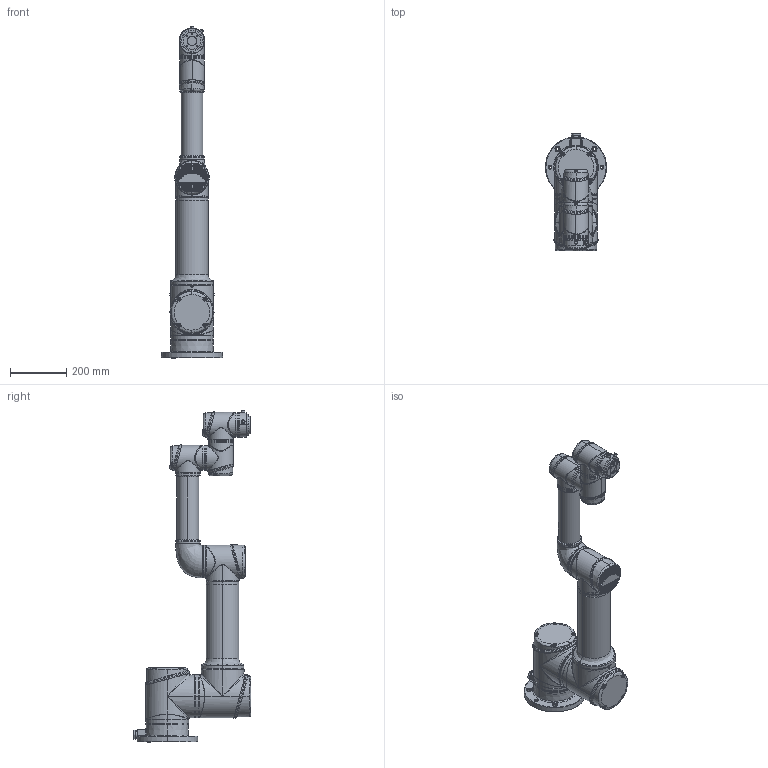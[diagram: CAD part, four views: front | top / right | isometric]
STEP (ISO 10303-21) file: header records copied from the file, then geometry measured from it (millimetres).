
FILE_DESCRIPTION (( 'STEP AP214' ), '1' );
FILE_NAME ('i16H.STEP', '2024-10-22T06:45:47', ( '' ), ( '' ), 'SwSTEP 2.0', 'SolidWorks 2022', '' );
FILE_SCHEMA (( 'AUTOMOTIVE_DESIGN' ));
Length unit declared in the file: millimetre
Products named in the file (8): iS10-末端简化; i16H; i16-ID5; i16-ID6; i16-ID1; i16-底座; i16-小臂; i16-大臂
Assembly tree (7 placements, depth 2):
  i16H
    i16-底座
    i16-ID1
    i16-大臂
    i16-小臂
    i16-ID5
    i16-ID6
    iS10-末端简化
Bounding box: 217.97 x 419.8 x 1183.5 mm (x, y, z)
Volume: 19954825.2 mm3; surface area: 1064232.1 mm2
Topology: 11 solids, 26 shells, 2730 faces, 6603 edges, 4051 vertices
Faces by surface type: plane 1019, cylinder 708, bspline 560, cone 329, torus 102, sphere 12
Entity records: 182429 total; most frequent: CARTESIAN_POINT 96989, ORIENTED_EDGE 13104, DIRECTION 11599, EDGE_CURVE 6552, AXIS2_PLACEMENT_3D 4459, VERTEX_POINT 4050, EDGE_LOOP 2940, ADVANCED_FACE 2730
